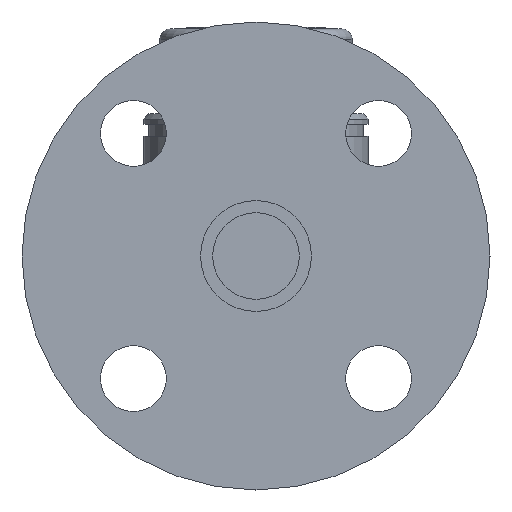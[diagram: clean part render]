
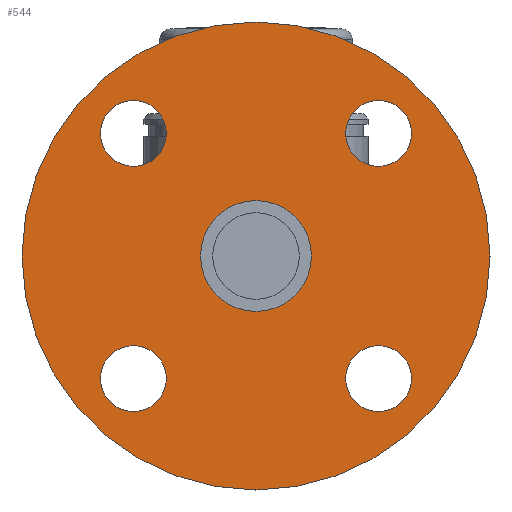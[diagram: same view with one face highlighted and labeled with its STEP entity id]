
A CAD part, left-side view. The second image highlights one B-rep face of the part: STEP entity #544.
In plain terms, the highlighted free-form (B-spline) face has degree [1, 1] with [2, 2] control points.
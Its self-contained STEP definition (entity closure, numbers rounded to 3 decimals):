
#257=CARTESIAN_POINT('',(-105.,-25.855,35.355));
#258=VERTEX_POINT('',#257);
#259=CARTESIAN_POINT('',(-105.,-35.355,35.355));
#260=DIRECTION('',(1.0,0.0,0.0));
#261=DIRECTION('',(0.0,1.0,0.0));
#262=AXIS2_PLACEMENT_3D('',#259,#260,#261);
#263=CIRCLE('',#262,9.5);
#264=EDGE_CURVE('',#258,#258,#263,.T.);
#277=CARTESIAN_POINT('',(-105.,-35.355,-25.855));
#278=VERTEX_POINT('',#277);
#279=CARTESIAN_POINT('',(-105.,-35.355,-35.355));
#280=DIRECTION('',(1.0,0.0,0.0));
#281=DIRECTION('',(0.0,0.0,1.0));
#282=AXIS2_PLACEMENT_3D('',#279,#280,#281);
#283=CIRCLE('',#282,9.5);
#284=EDGE_CURVE('',#278,#278,#283,.T.);
#297=CARTESIAN_POINT('',(-105.,25.855,-35.355));
#298=VERTEX_POINT('',#297);
#299=CARTESIAN_POINT('',(-105.,35.355,-35.355));
#300=DIRECTION('',(1.0,0.0,0.0));
#301=DIRECTION('',(0.0,-1.0,0.0));
#302=AXIS2_PLACEMENT_3D('',#299,#300,#301);
#303=CIRCLE('',#302,9.5);
#304=EDGE_CURVE('',#298,#298,#303,.T.);
#317=CARTESIAN_POINT('',(-105.,35.355,25.855));
#318=VERTEX_POINT('',#317);
#319=CARTESIAN_POINT('',(-105.,35.355,35.355));
#320=DIRECTION('',(1.0,0.0,0.0));
#321=DIRECTION('',(0.0,0.0,-1.0));
#322=AXIS2_PLACEMENT_3D('',#319,#320,#321);
#323=CIRCLE('',#322,9.5);
#324=EDGE_CURVE('',#318,#318,#323,.T.);
#396=CARTESIAN_POINT('',(-105.,0.0,67.5));
#397=VERTEX_POINT('',#396);
#398=CARTESIAN_POINT('',(-105.,0.0,0.));
#399=DIRECTION('',(-1.0,0.0,0.0));
#400=DIRECTION('',(0.0,0.0,1.0));
#401=AXIS2_PLACEMENT_3D('',#398,#399,#400);
#402=CIRCLE('',#401,67.5);
#403=EDGE_CURVE('',#397,#397,#402,.T.);
#506=CARTESIAN_POINT('',(-105.,0.0,16.));
#507=VERTEX_POINT('',#506);
#508=CARTESIAN_POINT('',(-105.,0.0,0.));
#509=DIRECTION('',(-1.0,0.0,0.0));
#510=DIRECTION('',(0.0,0.0,1.0));
#511=AXIS2_PLACEMENT_3D('',#508,#509,#510);
#512=CIRCLE('',#511,16.);
#513=EDGE_CURVE('',#507,#507,#512,.T.);
#521=CARTESIAN_POINT('',(-105.,67.5,67.5));
#522=CARTESIAN_POINT('',(-105.,67.5,-67.5));
#523=CARTESIAN_POINT('',(-105.,-67.5,67.5));
#524=CARTESIAN_POINT('',(-105.,-67.5,-67.5));
#525=B_SPLINE_SURFACE_WITH_KNOTS('',1,1,((#521,#523),(#522,#524)),.UNSPECIFIED.,.F.,.F.,.U.,(2,2),(2,2),(0.0,135.),(0.0,135.),.UNSPECIFIED.);
#526=ORIENTED_EDGE('',*,*,#403,.T.);
#527=EDGE_LOOP('',(#526));
#528=FACE_OUTER_BOUND('',#527,.T.);
#529=ORIENTED_EDGE('',*,*,#264,.T.);
#530=EDGE_LOOP('',(#529));
#531=FACE_BOUND('',#530,.T.);
#532=ORIENTED_EDGE('',*,*,#284,.T.);
#533=EDGE_LOOP('',(#532));
#534=FACE_BOUND('',#533,.T.);
#535=ORIENTED_EDGE('',*,*,#304,.T.);
#536=EDGE_LOOP('',(#535));
#537=FACE_BOUND('',#536,.T.);
#538=ORIENTED_EDGE('',*,*,#324,.T.);
#539=EDGE_LOOP('',(#538));
#540=FACE_BOUND('',#539,.T.);
#541=ORIENTED_EDGE('',*,*,#513,.F.);
#542=EDGE_LOOP('',(#541));
#543=FACE_BOUND('',#542,.T.);
#544=ADVANCED_FACE('',(#528,#531,#534,#537,#540,#543),#525,.T.);
